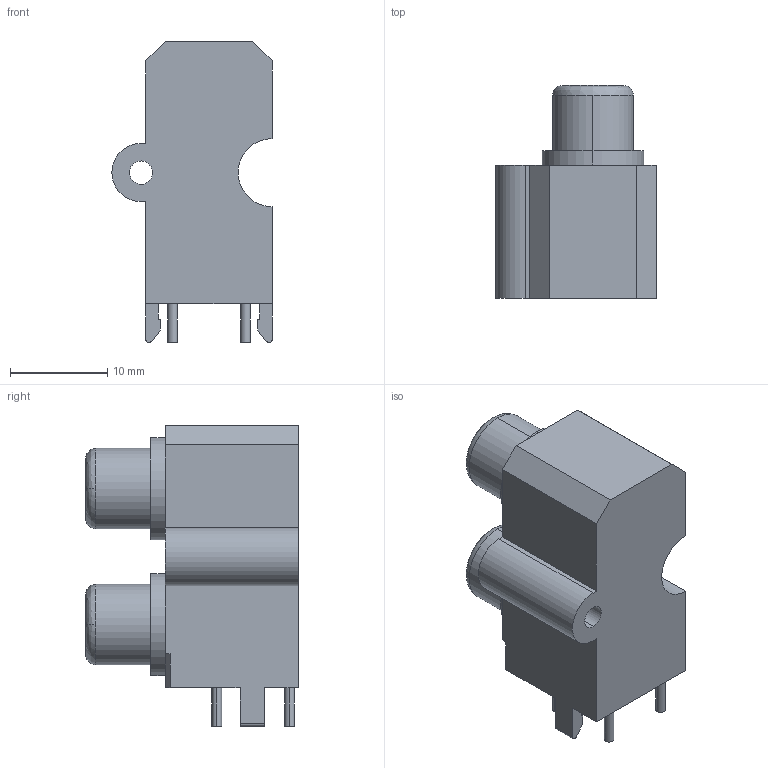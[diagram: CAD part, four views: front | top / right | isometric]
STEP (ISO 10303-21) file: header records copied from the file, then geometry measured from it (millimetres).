
FILE_DESCRIPTION (( 'STEP AP214' ), '1' );
FILE_NAME ('CON_JACK_RCA-DUAL.STEP', '2017-12-27T07:09:34', ( 'kuy' ), ( '' ), 'SwSTEP 2.0', 'SolidWorks 2017', '' );
FILE_SCHEMA (( 'AUTOMOTIVE_DESIGN' ));
Length unit declared in the file: millimetre
Products named in the file (1): CON_JACK_RCA-DUAL
Bounding box: 16.5 x 21.9 x 31 mm (x, y, z)
Volume: 5544.2 mm3; surface area: 2619.8 mm2
Topology: 1 solids, 1 shells, 73 faces, 186 edges, 124 vertices
Faces by surface type: plane 39, cylinder 26, bspline 8
Entity records: 3297 total; most frequent: CARTESIAN_POINT 664, DIRECTION 378, ORIENTED_EDGE 372, EDGE_CURVE 186, AXIS2_PLACEMENT_3D 134, VERTEX_POINT 124, LINE 110, VECTOR 110
